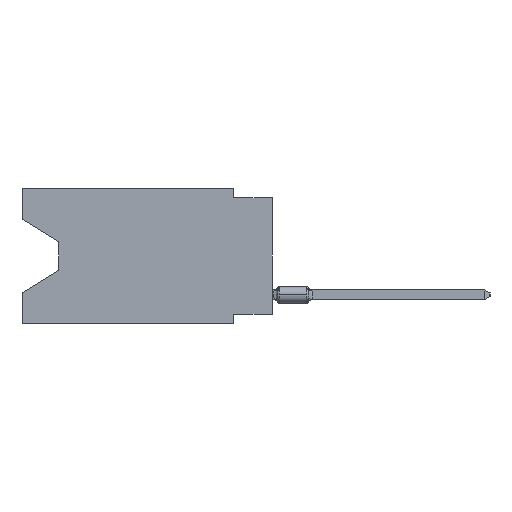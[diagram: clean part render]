
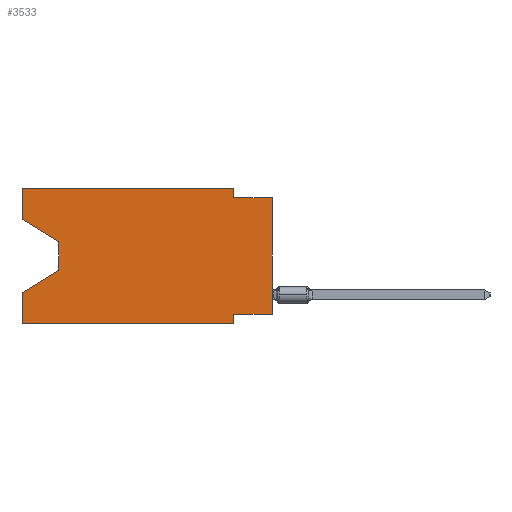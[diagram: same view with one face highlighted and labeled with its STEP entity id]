
A CAD part, left-side view. The second image highlights one B-rep face of the part: STEP entity #3533.
In plain terms, the highlighted planar face has unit normal (-1, 0, 0).
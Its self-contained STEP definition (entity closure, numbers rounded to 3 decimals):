
#1221 = CARTESIAN_POINT ( 'NONE',  ( 0., 2.54, -8.89 ) ) ;
#1298 = CARTESIAN_POINT ( 'NONE',  ( 0., 16.383, -2.038 ) ) ;
#1407 = DIRECTION ( 'NONE',  ( 0., 0., 1. ) ) ;
#2461 = VECTOR ( 'NONE', #22098, 1000. ) ;
#2887 = CARTESIAN_POINT ( 'NONE',  ( 0., 2.54, -0.635 ) ) ;
#2940 = VERTEX_POINT ( 'NONE', #41511 ) ;
#3046 = EDGE_CURVE ( 'NONE', #37828, #3861, #12668, .T. ) ;
#3533 = ADVANCED_FACE ( 'NONE', ( #15223 ), #38856, .F. ) ;
#3579 = CARTESIAN_POINT ( 'NONE',  ( 0., 2.54, -8.255 ) ) ;
#3705 = ORIENTED_EDGE ( 'NONE', *, *, #27410, .F. ) ;
#3861 = VERTEX_POINT ( 'NONE', #5812 ) ;
#4397 = VECTOR ( 'NONE', #34736, 1000. ) ;
#4735 = ORIENTED_EDGE ( 'NONE', *, *, #3046, .T. ) ;
#5150 = DIRECTION ( 'NONE',  ( 0., 1., 0. ) ) ;
#5719 = EDGE_CURVE ( 'NONE', #42786, #31862, #16977, .T. ) ;
#5812 = CARTESIAN_POINT ( 'NONE',  ( 0., 0., -0.635 ) ) ;
#6082 = CARTESIAN_POINT ( 'NONE',  ( 0., 13.97, -3.505 ) ) ;
#6105 = DIRECTION ( 'NONE',  ( 0., -1., 0. ) ) ;
#6571 = CARTESIAN_POINT ( 'NONE',  ( 0., 0., -8.255 ) ) ;
#6591 = CARTESIAN_POINT ( 'NONE',  ( 0., 16.383, -2.038 ) ) ;
#7047 = ORIENTED_EDGE ( 'NONE', *, *, #25028, .T. ) ;
#7540 = EDGE_CURVE ( 'NONE', #21340, #12175, #11095, .T. ) ;
#7829 = EDGE_CURVE ( 'NONE', #2940, #38933, #32338, .T. ) ;
#9164 = CARTESIAN_POINT ( 'NONE',  ( 0., 16.383, 0. ) ) ;
#9373 = EDGE_CURVE ( 'NONE', #12175, #3861, #21514, .T. ) ;
#9377 = DIRECTION ( 'NONE',  ( 0., 0., -1. ) ) ;
#9486 = ORIENTED_EDGE ( 'NONE', *, *, #25884, .F. ) ;
#9643 = ORIENTED_EDGE ( 'NONE', *, *, #9373, .F. ) ;
#10629 = LINE ( 'NONE', #29711, #15363 ) ;
#11095 = LINE ( 'NONE', #27384, #32283 ) ;
#12061 = VERTEX_POINT ( 'NONE', #41288 ) ;
#12175 = VERTEX_POINT ( 'NONE', #2887 ) ;
#12434 = VECTOR ( 'NONE', #33924, 1000. ) ;
#12668 = LINE ( 'NONE', #18745, #37562 ) ;
#14100 = ORIENTED_EDGE ( 'NONE', *, *, #41394, .F. ) ;
#14152 = CARTESIAN_POINT ( 'NONE',  ( 0., 0., -0.635 ) ) ;
#14385 = VERTEX_POINT ( 'NONE', #3579 ) ;
#14625 = LINE ( 'NONE', #20696, #12434 ) ;
#15223 = FACE_OUTER_BOUND ( 'NONE', #24035, .T. ) ;
#15307 = CARTESIAN_POINT ( 'NONE',  ( 0., 0., -8.255 ) ) ;
#15363 = VECTOR ( 'NONE', #36864, 1000. ) ;
#16977 = LINE ( 'NONE', #6591, #33260 ) ;
#17631 = LINE ( 'NONE', #24587, #28734 ) ;
#18578 = CARTESIAN_POINT ( 'NONE',  ( 0., 13.97, -3.505 ) ) ;
#18745 = CARTESIAN_POINT ( 'NONE',  ( 0., 0., 0. ) ) ;
#19668 = ORIENTED_EDGE ( 'NONE', *, *, #5719, .T. ) ;
#19843 = VERTEX_POINT ( 'NONE', #23669 ) ;
#20696 = CARTESIAN_POINT ( 'NONE',  ( 0., 16.383, 0. ) ) ;
#21340 = VERTEX_POINT ( 'NONE', #42701 ) ;
#21514 = LINE ( 'NONE', #14152, #4397 ) ;
#21605 = LINE ( 'NONE', #15307, #24354 ) ;
#21696 = AXIS2_PLACEMENT_3D ( 'NONE', #9164, #22386, #9377 ) ;
#22098 = DIRECTION ( 'NONE',  ( 0., 0.855, -0.519 ) ) ;
#22386 = DIRECTION ( 'NONE',  ( 1., 0., 0. ) ) ;
#23565 = ORIENTED_EDGE ( 'NONE', *, *, #7540, .F. ) ;
#23669 = CARTESIAN_POINT ( 'NONE',  ( 0., 16.383, 0. ) ) ;
#23889 = EDGE_CURVE ( 'NONE', #31862, #36676, #42191, .T. ) ;
#24035 = EDGE_LOOP ( 'NONE', ( #19668, #28592, #7047, #3705, #33662, #14100, #27429, #4735, #9643, #23565, #35012, #9486 ) ) ;
#24354 = VECTOR ( 'NONE', #5150, 1000. ) ;
#24587 = CARTESIAN_POINT ( 'NONE',  ( 0., 16.383, 0. ) ) ;
#24625 = CARTESIAN_POINT ( 'NONE',  ( 0., 16.383, 0. ) ) ;
#25028 = EDGE_CURVE ( 'NONE', #36676, #12061, #28197, .T. ) ;
#25884 = EDGE_CURVE ( 'NONE', #42786, #19843, #41734, .T. ) ;
#27384 = CARTESIAN_POINT ( 'NONE',  ( 0., 2.54, 0. ) ) ;
#27410 = EDGE_CURVE ( 'NONE', #2940, #12061, #17631, .T. ) ;
#27429 = ORIENTED_EDGE ( 'NONE', *, *, #38997, .F. ) ;
#28197 = LINE ( 'NONE', #34909, #2461 ) ;
#28592 = ORIENTED_EDGE ( 'NONE', *, *, #23889, .T. ) ;
#28734 = VECTOR ( 'NONE', #37813, 1000. ) ;
#29711 = CARTESIAN_POINT ( 'NONE',  ( 0., 2.54, -8.89 ) ) ;
#31862 = VERTEX_POINT ( 'NONE', #6082 ) ;
#32283 = VECTOR ( 'NONE', #40596, 1000. ) ;
#32338 = LINE ( 'NONE', #35796, #37853 ) ;
#33260 = VECTOR ( 'NONE', #33673, 1000. ) ;
#33662 = ORIENTED_EDGE ( 'NONE', *, *, #7829, .T. ) ;
#33673 = DIRECTION ( 'NONE',  ( 0., -0.855, -0.519 ) ) ;
#33924 = DIRECTION ( 'NONE',  ( 0., -1., 0. ) ) ;
#34736 = DIRECTION ( 'NONE',  ( 0., -1., 0. ) ) ;
#34883 = EDGE_CURVE ( 'NONE', #19843, #21340, #14625, .T. ) ;
#34909 = CARTESIAN_POINT ( 'NONE',  ( 0., 13.97, -5.385 ) ) ;
#35012 = ORIENTED_EDGE ( 'NONE', *, *, #34883, .F. ) ;
#35490 = DIRECTION ( 'NONE',  ( 0., 0., -1. ) ) ;
#35762 = VECTOR ( 'NONE', #35490, 1000. ) ;
#35796 = CARTESIAN_POINT ( 'NONE',  ( 0., 16.383, -8.89 ) ) ;
#36676 = VERTEX_POINT ( 'NONE', #42757 ) ;
#36864 = DIRECTION ( 'NONE',  ( 0., 0., -1. ) ) ;
#37562 = VECTOR ( 'NONE', #42363, 1000. ) ;
#37813 = DIRECTION ( 'NONE',  ( 0., 0., 1. ) ) ;
#37828 = VERTEX_POINT ( 'NONE', #6571 ) ;
#37830 = VECTOR ( 'NONE', #1407, 1000. ) ;
#37853 = VECTOR ( 'NONE', #6105, 1000. ) ;
#38856 = PLANE ( 'NONE',  #21696 ) ;
#38933 = VERTEX_POINT ( 'NONE', #1221 ) ;
#38997 = EDGE_CURVE ( 'NONE', #37828, #14385, #21605, .T. ) ;
#40596 = DIRECTION ( 'NONE',  ( 0., 0., -1. ) ) ;
#41288 = CARTESIAN_POINT ( 'NONE',  ( 0., 16.383, -6.852 ) ) ;
#41394 = EDGE_CURVE ( 'NONE', #14385, #38933, #10629, .T. ) ;
#41511 = CARTESIAN_POINT ( 'NONE',  ( 0., 16.383, -8.89 ) ) ;
#41734 = LINE ( 'NONE', #24625, #37830 ) ;
#42191 = LINE ( 'NONE', #18578, #35762 ) ;
#42363 = DIRECTION ( 'NONE',  ( 0., 0., 1. ) ) ;
#42701 = CARTESIAN_POINT ( 'NONE',  ( 0., 2.54, 0. ) ) ;
#42757 = CARTESIAN_POINT ( 'NONE',  ( 0., 13.97, -5.385 ) ) ;
#42786 = VERTEX_POINT ( 'NONE', #1298 ) ;
